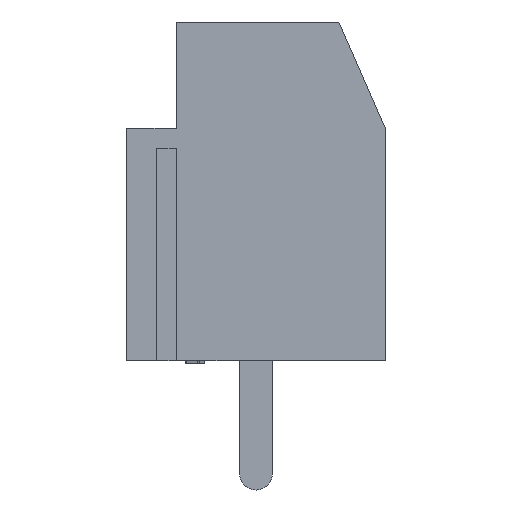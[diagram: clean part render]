
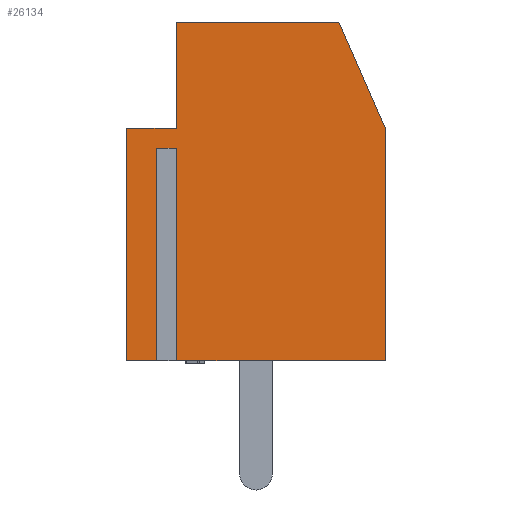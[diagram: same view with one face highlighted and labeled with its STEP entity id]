
A CAD part, front view. The second image highlights one B-rep face of the part: STEP entity #26134.
In plain terms, the highlighted planar face has unit normal (0, -1, 0).
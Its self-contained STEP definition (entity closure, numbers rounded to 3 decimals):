
#252 = DIRECTION ( 'NONE',  ( -1., 0., 0. ) ) ;
#259 = CARTESIAN_POINT ( 'NONE',  ( 0., 0., 0. ) ) ;
#458 = CARTESIAN_POINT ( 'NONE',  ( -2.866, 0., -5.1 ) ) ;
#811 = VERTEX_POINT ( 'NONE', #19582 ) ;
#1135 = CARTESIAN_POINT ( 'NONE',  ( -3.9, 0., 1.9 ) ) ;
#1143 = ORIENTED_EDGE ( 'NONE', *, *, #10697, .F. ) ;
#1170 = CARTESIAN_POINT ( 'NONE',  ( -2.866, 0., -5.1 ) ) ;
#1297 = VERTEX_POINT ( 'NONE', #27760 ) ;
#1434 = FACE_OUTER_BOUND ( 'NONE', #26873, .T. ) ;
#1681 = CARTESIAN_POINT ( 'NONE',  ( -3.9, 0., -5.1 ) ) ;
#1897 = ORIENTED_EDGE ( 'NONE', *, *, #24276, .F. ) ;
#2131 = CARTESIAN_POINT ( 'NONE',  ( 3.9, 0., 1.9 ) ) ;
#2428 = DIRECTION ( 'NONE',  ( 0., 0., 1. ) ) ;
#3730 = DIRECTION ( 'NONE',  ( 0., 0., 1. ) ) ;
#4125 = DIRECTION ( 'NONE',  ( 0.401, 0., -0.916 ) ) ;
#4552 = CARTESIAN_POINT ( 'NONE',  ( 2.5, 0., 5.1 ) ) ;
#5963 = EDGE_CURVE ( 'NONE', #16825, #811, #27428, .T. ) ;
#6148 = CARTESIAN_POINT ( 'NONE',  ( -2.866, 0., 1.3 ) ) ;
#6424 = DIRECTION ( 'NONE',  ( 0., 0., -1. ) ) ;
#6694 = CARTESIAN_POINT ( 'NONE',  ( -3.9, 0., -5.1 ) ) ;
#7491 = VERTEX_POINT ( 'NONE', #2131 ) ;
#7583 = VERTEX_POINT ( 'NONE', #1135 ) ;
#8103 = VERTEX_POINT ( 'NONE', #1170 ) ;
#8256 = LINE ( 'NONE', #6148, #13384 ) ;
#8705 = EDGE_CURVE ( 'NONE', #7491, #20183, #14218, .T. ) ;
#8746 = CARTESIAN_POINT ( 'NONE',  ( -2.534, 0., 1.3 ) ) ;
#8826 = ORIENTED_EDGE ( 'NONE', *, *, #20621, .F. ) ;
#10037 = ORIENTED_EDGE ( 'NONE', *, *, #16952, .F. ) ;
#10072 = AXIS2_PLACEMENT_3D ( 'NONE', #259, #11393, #17860 ) ;
#10148 = VECTOR ( 'NONE', #25158, 1000. ) ;
#10168 = ORIENTED_EDGE ( 'NONE', *, *, #8705, .F. ) ;
#10697 = EDGE_CURVE ( 'NONE', #15881, #15074, #22939, .T. ) ;
#10752 = VECTOR ( 'NONE', #3730, 1000. ) ;
#10887 = CARTESIAN_POINT ( 'NONE',  ( -2.866, 0., 1.3 ) ) ;
#10907 = VECTOR ( 'NONE', #2428, 1000. ) ;
#11336 = CARTESIAN_POINT ( 'NONE',  ( -2.4, 0., 5.1 ) ) ;
#11393 = DIRECTION ( 'NONE',  ( 0., 1., 0. ) ) ;
#11667 = DIRECTION ( 'NONE',  ( -1., 0., 0. ) ) ;
#12060 = CARTESIAN_POINT ( 'NONE',  ( -2.4, 0., 1.9 ) ) ;
#12348 = EDGE_CURVE ( 'NONE', #15074, #1297, #27250, .T. ) ;
#12448 = PLANE ( 'NONE',  #10072 ) ;
#12989 = DIRECTION ( 'NONE',  ( 0., 0., -1. ) ) ;
#13384 = VECTOR ( 'NONE', #12989, 1000. ) ;
#13779 = LINE ( 'NONE', #20342, #15927 ) ;
#14080 = CARTESIAN_POINT ( 'NONE',  ( 3.9, 0., 1.9 ) ) ;
#14115 = DIRECTION ( 'NONE',  ( 1., 0., 0. ) ) ;
#14218 = LINE ( 'NONE', #14080, #20177 ) ;
#14428 = CARTESIAN_POINT ( 'NONE',  ( -2.534, 0., 1.3 ) ) ;
#14454 = ORIENTED_EDGE ( 'NONE', *, *, #12348, .F. ) ;
#14641 = ORIENTED_EDGE ( 'NONE', *, *, #19296, .F. ) ;
#14822 = LINE ( 'NONE', #6694, #10907 ) ;
#15074 = VERTEX_POINT ( 'NONE', #11336 ) ;
#15376 = VECTOR ( 'NONE', #22082, 1000. ) ;
#15881 = VERTEX_POINT ( 'NONE', #12060 ) ;
#15927 = VECTOR ( 'NONE', #11667, 1000. ) ;
#16825 = VERTEX_POINT ( 'NONE', #23509 ) ;
#16878 = VECTOR ( 'NONE', #4125, 1000. ) ;
#16952 = EDGE_CURVE ( 'NONE', #23662, #7583, #14822, .T. ) ;
#17053 = VERTEX_POINT ( 'NONE', #10887 ) ;
#17596 = EDGE_CURVE ( 'NONE', #8103, #23662, #21122, .T. ) ;
#17751 = ORIENTED_EDGE ( 'NONE', *, *, #18967, .F. ) ;
#17860 = DIRECTION ( 'NONE',  ( 1., 0., 0. ) ) ;
#18824 = DIRECTION ( 'NONE',  ( 0., 0., -1. ) ) ;
#18882 = VECTOR ( 'NONE', #252, 1000. ) ;
#18967 = EDGE_CURVE ( 'NONE', #20183, #811, #13779, .T. ) ;
#19296 = EDGE_CURVE ( 'NONE', #7583, #15881, #26986, .T. ) ;
#19464 = EDGE_CURVE ( 'NONE', #1297, #7491, #23333, .T. ) ;
#19511 = VECTOR ( 'NONE', #14115, 1000. ) ;
#19582 = CARTESIAN_POINT ( 'NONE',  ( -2.534, 0., -5.1 ) ) ;
#20177 = VECTOR ( 'NONE', #18824, 1000. ) ;
#20183 = VERTEX_POINT ( 'NONE', #25885 ) ;
#20342 = CARTESIAN_POINT ( 'NONE',  ( 3.9, 0., -5.1 ) ) ;
#20621 = EDGE_CURVE ( 'NONE', #17053, #8103, #8256, .T. ) ;
#20895 = ORIENTED_EDGE ( 'NONE', *, *, #19464, .F. ) ;
#21122 = LINE ( 'NONE', #458, #15376 ) ;
#22082 = DIRECTION ( 'NONE',  ( -1., 0., 0. ) ) ;
#22939 = LINE ( 'NONE', #24636, #10752 ) ;
#23333 = LINE ( 'NONE', #4552, #16878 ) ;
#23445 = CARTESIAN_POINT ( 'NONE',  ( -2.4, 0., 5.1 ) ) ;
#23509 = CARTESIAN_POINT ( 'NONE',  ( -2.534, 0., 1.3 ) ) ;
#23662 = VERTEX_POINT ( 'NONE', #1681 ) ;
#24276 = EDGE_CURVE ( 'NONE', #16825, #17053, #25402, .T. ) ;
#24370 = ORIENTED_EDGE ( 'NONE', *, *, #17596, .F. ) ;
#24636 = CARTESIAN_POINT ( 'NONE',  ( -2.4, 0., 1.9 ) ) ;
#24755 = CARTESIAN_POINT ( 'NONE',  ( -3.9, 0., 1.9 ) ) ;
#25158 = DIRECTION ( 'NONE',  ( 1., 0., 0. ) ) ;
#25402 = LINE ( 'NONE', #8746, #18882 ) ;
#25706 = ORIENTED_EDGE ( 'NONE', *, *, #5963, .T. ) ;
#25885 = CARTESIAN_POINT ( 'NONE',  ( 3.9, 0., -5.1 ) ) ;
#26007 = VECTOR ( 'NONE', #6424, 1000. ) ;
#26134 = ADVANCED_FACE ( 'NONE', ( #1434 ), #12448, .F. ) ;
#26873 = EDGE_LOOP ( 'NONE', ( #10168, #20895, #14454, #1143, #14641, #10037, #24370, #8826, #1897, #25706, #17751 ) ) ;
#26986 = LINE ( 'NONE', #24755, #19511 ) ;
#27250 = LINE ( 'NONE', #23445, #10148 ) ;
#27428 = LINE ( 'NONE', #14428, #26007 ) ;
#27760 = CARTESIAN_POINT ( 'NONE',  ( 2.5, 0., 5.1 ) ) ;
